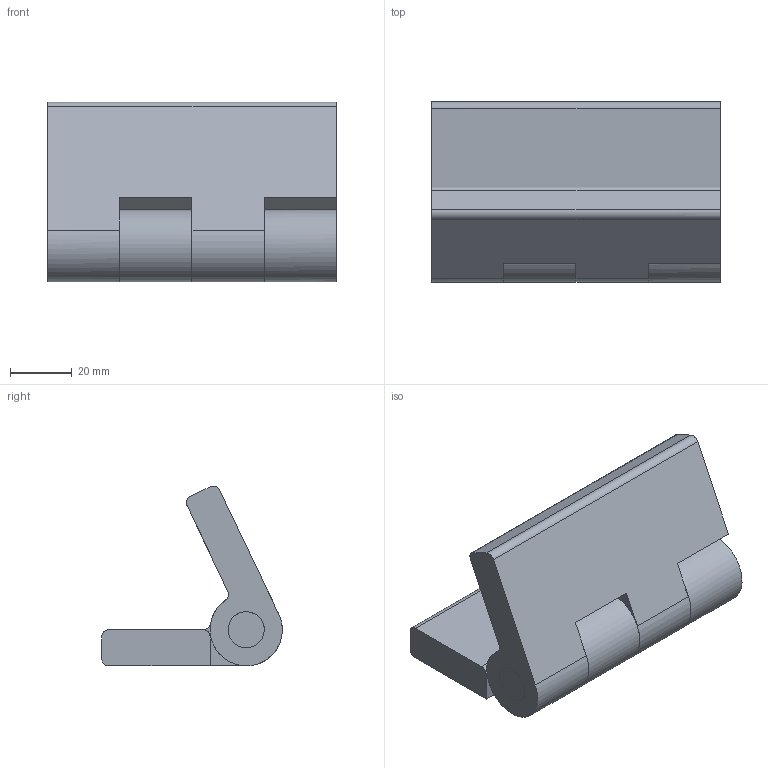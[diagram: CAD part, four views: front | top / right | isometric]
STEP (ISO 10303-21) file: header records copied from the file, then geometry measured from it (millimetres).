
FILE_DESCRIPTION(('FreeCAD Model'),'2;1');
FILE_NAME('Open CASCADE Shape Model','2025-05-09T15:15:37',('FreeCAD'),( 'FreeCAD'),'Open CASCADE STEP processor 7.6','FreeCAD','Unknown');
FILE_SCHEMA(('AUTOMOTIVE_DESIGN { 1 0 10303 214 1 1 1 1 }'));
Length unit declared in the file: millimetre
Products named in the file (1): Open CASCADE STEP translator 7.6 1
Bounding box: 93.26 x 58.27 x 57.99 mm (x, y, z)
Volume: 118210 mm3; surface area: 33462.2 mm2
Topology: 3 solids, 3 shells, 52 faces, 138 edges, 92 vertices
Faces by surface type: bspline 52
Entity records: 1608 total; most frequent: CARTESIAN_POINT 809, ORIENTED_EDGE 276, EDGE_CURVE 138, VERTEX_POINT 92, B_SPLINE_CURVE_WITH_KNOTS 78, FACE_BOUND 60, EDGE_LOOP 60, ADVANCED_FACE 52
